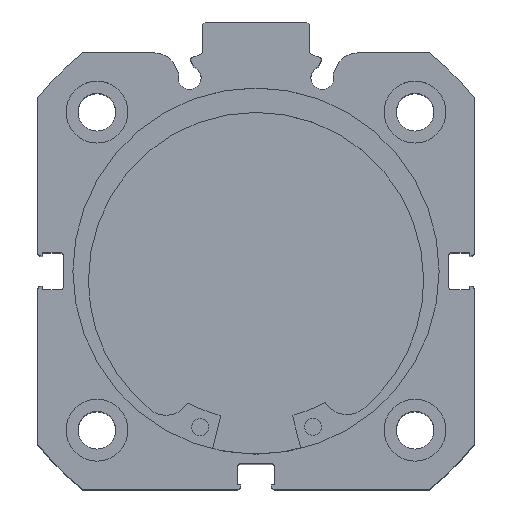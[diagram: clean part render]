
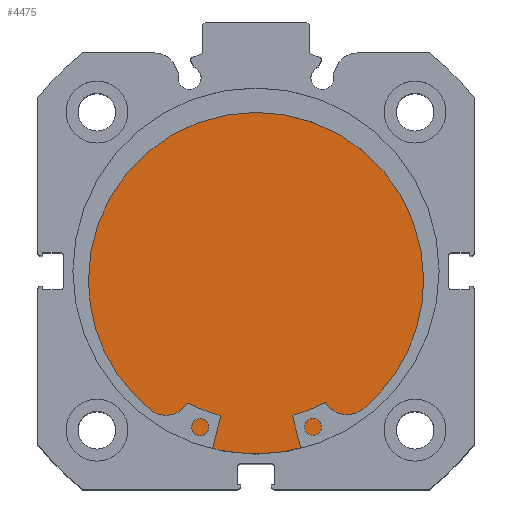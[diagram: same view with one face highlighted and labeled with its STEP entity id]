
A CAD part, top view. The second image highlights one B-rep face of the part: STEP entity #4475.
In plain terms, the highlighted face is planar.
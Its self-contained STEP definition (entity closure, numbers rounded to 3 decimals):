
#545 = DIRECTION ( 'NONE',  ( 0., 0., 1. ) ) ;
#546 = DIRECTION ( 'NONE',  ( -1., 0., 0. ) ) ;
#550 = PLANE ( 'NONE',  #5487 ) ;
#551 = CARTESIAN_POINT ( 'NONE',  ( 9.5, 32.5, 0. ) ) ;
#1291 = CARTESIAN_POINT ( 'NONE',  ( 9.5, 0., 32.5 ) ) ;
#1293 = CARTESIAN_POINT ( 'NONE',  ( 9.5, 0., -32.5 ) ) ;
#1994 = VERTEX_POINT ( 'NONE', #1293 ) ;
#1996 = VERTEX_POINT ( 'NONE', #1291 ) ;
#2191 = EDGE_LOOP ( 'NONE', ( #3247, #3213 ) ) ;
#3213 = ORIENTED_EDGE ( 'NONE', *, *, #4723, .F. ) ;
#3247 = ORIENTED_EDGE ( 'NONE', *, *, #4747, .F. ) ;
#4386 = FACE_OUTER_BOUND ( 'NONE', #2191, .T. ) ;
#4475 = ADVANCED_FACE ( 'NONE', ( #4386 ), #550, .F. ) ;
#4723 = EDGE_CURVE ( 'NONE', #1994, #1996, #6053, .T. ) ;
#4747 = EDGE_CURVE ( 'NONE', #1996, #1994, #6070, .T. ) ;
#5487 = AXIS2_PLACEMENT_3D ( 'NONE', #551, #546, #545 ) ;
#5612 = AXIS2_PLACEMENT_3D ( 'NONE', #6450, #6453, #6454 ) ;
#5620 = AXIS2_PLACEMENT_3D ( 'NONE', #6473, #6482, #6483 ) ;
#6053 = CIRCLE ( 'NONE', #5612, 32.5 ) ;
#6070 = CIRCLE ( 'NONE', #5620, 32.5 ) ;
#6450 = CARTESIAN_POINT ( 'NONE',  ( 9.5, 0., 0. ) ) ;
#6453 = DIRECTION ( 'NONE',  ( -1., 0., 0. ) ) ;
#6454 = DIRECTION ( 'NONE',  ( 0., 0., 1. ) ) ;
#6473 = CARTESIAN_POINT ( 'NONE',  ( 9.5, 0., 0. ) ) ;
#6482 = DIRECTION ( 'NONE',  ( -1., 0., 0. ) ) ;
#6483 = DIRECTION ( 'NONE',  ( 0., 0., 1. ) ) ;
